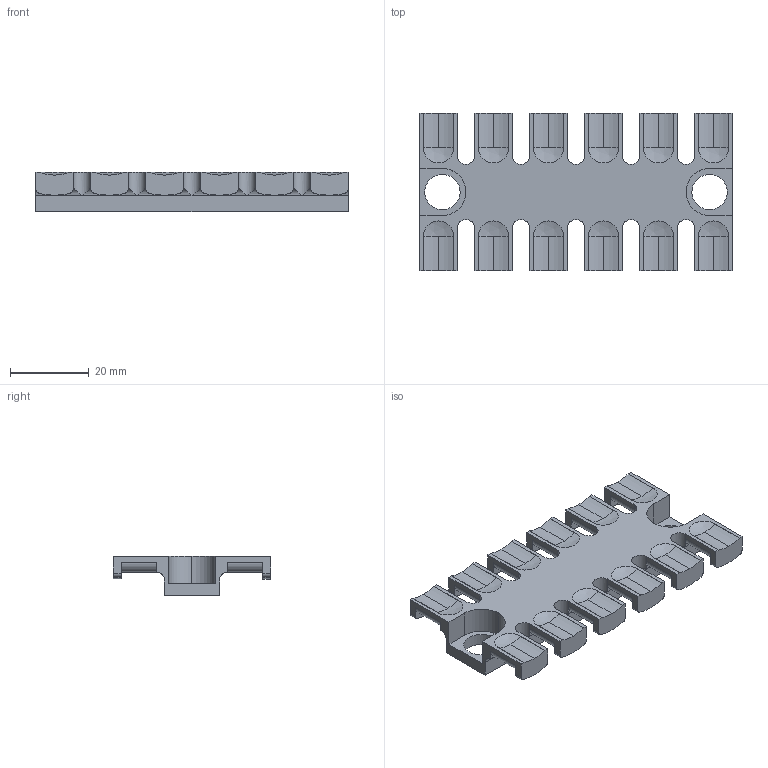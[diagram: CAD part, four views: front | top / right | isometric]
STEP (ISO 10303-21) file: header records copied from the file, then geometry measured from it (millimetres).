
FILE_DESCRIPTION (( 'STEP AP203' ), '1' );
FILE_NAME ('566115.step', '2020-12-17T18:36:06', ( '' ), ( '' ), 'SwSTEP 2.0', 'SolidWorks 2019', '' );
FILE_SCHEMA (( 'CONFIG_CONTROL_DESIGN' ));
Length unit declared in the file: millimetre
Products named in the file (1): 566115
Bounding box: 79.5 x 40 x 10 mm (x, y, z)
Volume: 12179.8 mm3; surface area: 9420.2 mm2
Topology: 1 solids, 1 shells, 258 faces, 728 edges, 474 vertices
Faces by surface type: plane 124, cylinder 122, sphere 12
Entity records: 9277 total; most frequent: CARTESIAN_POINT 2323, DIRECTION 1476, ORIENTED_EDGE 1456, EDGE_CURVE 728, AXIS2_PLACEMENT_3D 509, VERTEX_POINT 474, LINE 458, VECTOR 458
